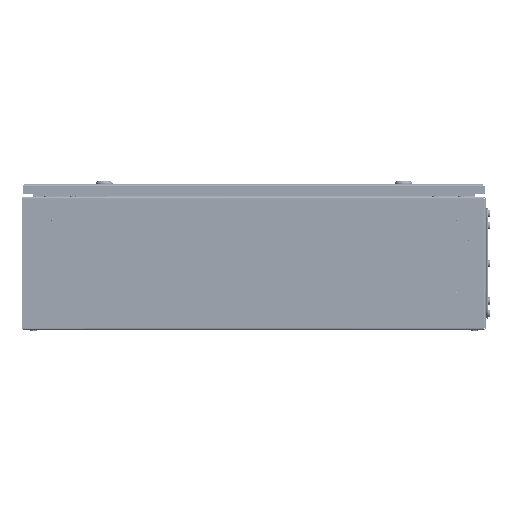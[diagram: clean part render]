
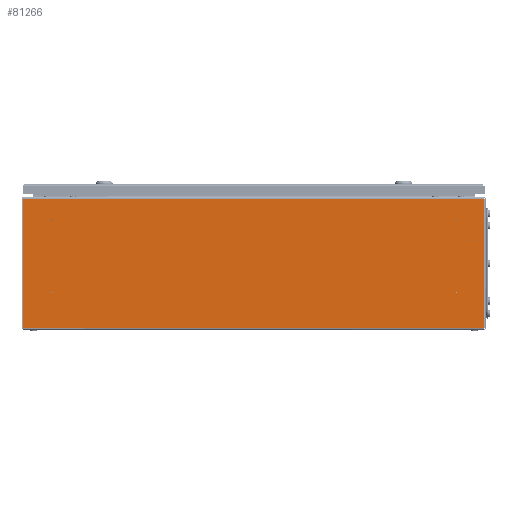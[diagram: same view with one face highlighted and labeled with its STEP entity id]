
A CAD part, left-side view. The second image highlights one B-rep face of the part: STEP entity #81266.
In plain terms, the highlighted planar face has unit normal (-1, 0, 0).
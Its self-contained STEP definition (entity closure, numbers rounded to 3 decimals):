
#695 = ORIENTED_EDGE ( 'NONE', *, *, #111582, .F. ) ;
#1704 = DIRECTION ( 'NONE',  ( -1., 0., 0. ) ) ;
#2625 = AXIS2_PLACEMENT_3D ( 'NONE', #86545, #104440, #8772 ) ;
#5097 = CARTESIAN_POINT ( 'NONE',  ( -300., -370., 155. ) ) ;
#5978 = FACE_BOUND ( 'NONE', #92472, .T. ) ;
#6003 = CARTESIAN_POINT ( 'NONE',  ( -300., -396.6, 226.6 ) ) ;
#6846 = DIRECTION ( 'NONE',  ( -1., 0., 0. ) ) ;
#7215 = VERTEX_POINT ( 'NONE', #65500 ) ;
#7701 = EDGE_LOOP ( 'NONE', ( #695, #80801 ) ) ;
#8772 = DIRECTION ( 'NONE',  ( 0., 0., -1. ) ) ;
#8870 = VECTOR ( 'NONE', #83539, 1000. ) ;
#10268 = DIRECTION ( 'NONE',  ( -1., 0., 0. ) ) ;
#10639 = DIRECTION ( 'NONE',  ( 0., 0., -1. ) ) ;
#11739 = EDGE_CURVE ( 'NONE', #20290, #92595, #67770, .T. ) ;
#13317 = CARTESIAN_POINT ( 'NONE',  ( -300., -349., 188.717 ) ) ;
#14178 = AXIS2_PLACEMENT_3D ( 'NONE', #62729, #1704, #18804 ) ;
#14563 = CARTESIAN_POINT ( 'NONE',  ( -300., 349., 64.6 ) ) ;
#15569 = EDGE_CURVE ( 'NONE', #17500, #35168, #86291, .T. ) ;
#17138 = VERTEX_POINT ( 'NONE', #6003 ) ;
#17500 = VERTEX_POINT ( 'NONE', #73770 ) ;
#18804 = DIRECTION ( 'NONE',  ( 0., 0., -1. ) ) ;
#19241 = CARTESIAN_POINT ( 'NONE',  ( -300., -369.117, 155. ) ) ;
#20290 = VERTEX_POINT ( 'NONE', #42613 ) ;
#20310 = DIRECTION ( 'NONE',  ( -1., 0., 0. ) ) ;
#21026 = VERTEX_POINT ( 'NONE', #109241 ) ;
#22229 = EDGE_LOOP ( 'NONE', ( #70886, #36671, #50929, #29656 ) ) ;
#22266 = AXIS2_PLACEMENT_3D ( 'NONE', #41373, #6846, #52668 ) ;
#24481 = CARTESIAN_POINT ( 'NONE',  ( -300., 349., 188.717 ) ) ;
#26926 = EDGE_LOOP ( 'NONE', ( #44359, #47493 ) ) ;
#27267 = DIRECTION ( 'NONE',  ( 0., 1., 0. ) ) ;
#27776 = DIRECTION ( 'NONE',  ( 0., 0., -1. ) ) ;
#27900 = EDGE_CURVE ( 'NONE', #31418, #108045, #96762, .T. ) ;
#28083 = CIRCLE ( 'NONE', #45542, 0.883 ) ;
#29052 = FACE_BOUND ( 'NONE', #66487, .T. ) ;
#29656 = ORIENTED_EDGE ( 'NONE', *, *, #11739, .F. ) ;
#30788 = CARTESIAN_POINT ( 'NONE',  ( -300., -349., 63.717 ) ) ;
#30943 = DIRECTION ( 'NONE',  ( 1., 0., 0. ) ) ;
#31418 = VERTEX_POINT ( 'NONE', #103176 ) ;
#31621 = CARTESIAN_POINT ( 'NONE',  ( -300., -396.6, 244.992 ) ) ;
#34767 = VECTOR ( 'NONE', #27267, 1000. ) ;
#35168 = VERTEX_POINT ( 'NONE', #24481 ) ;
#35643 = DIRECTION ( 'NONE',  ( 0., 0., -1. ) ) ;
#36456 = CARTESIAN_POINT ( 'NONE',  ( -300., 349., 64.6 ) ) ;
#36671 = ORIENTED_EDGE ( 'NONE', *, *, #99388, .F. ) ;
#36831 = EDGE_CURVE ( 'NONE', #46131, #20290, #38808, .T. ) ;
#38808 = LINE ( 'NONE', #70510, #34767 ) ;
#39111 = VERTEX_POINT ( 'NONE', #30788 ) ;
#39698 = DIRECTION ( 'NONE',  ( 0., 0., -1. ) ) ;
#41373 = CARTESIAN_POINT ( 'NONE',  ( -300., -349., 64.6 ) ) ;
#41410 = CIRCLE ( 'NONE', #14178, 0.883 ) ;
#42613 = CARTESIAN_POINT ( 'NONE',  ( -300., 398.246, 3.4 ) ) ;
#43927 = DIRECTION ( 'NONE',  ( 0., 0., -1. ) ) ;
#44359 = ORIENTED_EDGE ( 'NONE', *, *, #64686, .F. ) ;
#45542 = AXIS2_PLACEMENT_3D ( 'NONE', #79336, #70646, #27776 ) ;
#46131 = VERTEX_POINT ( 'NONE', #58024 ) ;
#47493 = ORIENTED_EDGE ( 'NONE', *, *, #59730, .F. ) ;
#49273 = LINE ( 'NONE', #101727, #73640 ) ;
#50929 = ORIENTED_EDGE ( 'NONE', *, *, #101878, .T. ) ;
#51985 = VERTEX_POINT ( 'NONE', #13317 ) ;
#52262 = DIRECTION ( 'NONE',  ( -1., 0., 0. ) ) ;
#52668 = DIRECTION ( 'NONE',  ( 0., 0., -1. ) ) ;
#52677 = CARTESIAN_POINT ( 'NONE',  ( -300., 349., 63.717 ) ) ;
#54610 = CARTESIAN_POINT ( 'NONE',  ( -300., 398.246, 226.6 ) ) ;
#55532 = DIRECTION ( 'NONE',  ( 0., 0., -1. ) ) ;
#56849 = VECTOR ( 'NONE', #97562, 1000. ) ;
#58024 = CARTESIAN_POINT ( 'NONE',  ( -300., -396.6, 3.4 ) ) ;
#58562 = EDGE_CURVE ( 'NONE', #7215, #72923, #82330, .T. ) ;
#58830 = CIRCLE ( 'NONE', #22266, 0.883 ) ;
#59720 = CIRCLE ( 'NONE', #87682, 0.883 ) ;
#59730 = EDGE_CURVE ( 'NONE', #51985, #90210, #41410, .T. ) ;
#62019 = EDGE_CURVE ( 'NONE', #35168, #17500, #28083, .T. ) ;
#62729 = CARTESIAN_POINT ( 'NONE',  ( -300., -349., 189.6 ) ) ;
#64686 = EDGE_CURVE ( 'NONE', #90210, #51985, #88809, .T. ) ;
#65500 = CARTESIAN_POINT ( 'NONE',  ( -300., -370.883, 155. ) ) ;
#65535 = EDGE_CURVE ( 'NONE', #39111, #21026, #81960, .T. ) ;
#66352 = DIRECTION ( 'NONE',  ( 0., 1., 0. ) ) ;
#66487 = EDGE_LOOP ( 'NONE', ( #107644, #75895 ) ) ;
#66546 = AXIS2_PLACEMENT_3D ( 'NONE', #109523, #30943, #39698 ) ;
#67213 = LINE ( 'NONE', #31621, #8870 ) ;
#67639 = DIRECTION ( 'NONE',  ( -1., 0., 0. ) ) ;
#67770 = LINE ( 'NONE', #54610, #56849 ) ;
#68245 = ORIENTED_EDGE ( 'NONE', *, *, #62019, .F. ) ;
#70510 = CARTESIAN_POINT ( 'NONE',  ( -300., -400., 3.4 ) ) ;
#70646 = DIRECTION ( 'NONE',  ( -1., 0., 0. ) ) ;
#70886 = ORIENTED_EDGE ( 'NONE', *, *, #36831, .F. ) ;
#72923 = VERTEX_POINT ( 'NONE', #19241 ) ;
#73640 = VECTOR ( 'NONE', #66352, 1000. ) ;
#73770 = CARTESIAN_POINT ( 'NONE',  ( -300., 349., 190.483 ) ) ;
#75895 = ORIENTED_EDGE ( 'NONE', *, *, #65535, .F. ) ;
#77741 = ORIENTED_EDGE ( 'NONE', *, *, #15569, .F. ) ;
#77878 = FACE_BOUND ( 'NONE', #112433, .T. ) ;
#79205 = DIRECTION ( 'NONE',  ( -1., 0., 0. ) ) ;
#79336 = CARTESIAN_POINT ( 'NONE',  ( -300., 349., 189.6 ) ) ;
#80248 = AXIS2_PLACEMENT_3D ( 'NONE', #88334, #79205, #35643 ) ;
#80801 = ORIENTED_EDGE ( 'NONE', *, *, #58562, .F. ) ;
#81266 = ADVANCED_FACE ( 'NONE', ( #99769, #29052, #94270, #77878, #5978, #98329 ), #109142, .F. ) ;
#81298 = DIRECTION ( 'NONE',  ( 0., 0., -1. ) ) ;
#81960 = CIRCLE ( 'NONE', #2625, 0.883 ) ;
#82330 = CIRCLE ( 'NONE', #80248, 0.883 ) ;
#83539 = DIRECTION ( 'NONE',  ( 0., 0., -1. ) ) ;
#83910 = EDGE_CURVE ( 'NONE', #108045, #31418, #104995, .T. ) ;
#86291 = CIRCLE ( 'NONE', #86556, 0.883 ) ;
#86545 = CARTESIAN_POINT ( 'NONE',  ( -300., -349., 64.6 ) ) ;
#86556 = AXIS2_PLACEMENT_3D ( 'NONE', #98074, #20310, #81298 ) ;
#87682 = AXIS2_PLACEMENT_3D ( 'NONE', #5097, #90465, #55532 ) ;
#87928 = CARTESIAN_POINT ( 'NONE',  ( -300., -349., 189.6 ) ) ;
#88334 = CARTESIAN_POINT ( 'NONE',  ( -300., -370., 155. ) ) ;
#88809 = CIRCLE ( 'NONE', #92685, 0.883 ) ;
#90210 = VERTEX_POINT ( 'NONE', #112286 ) ;
#90465 = DIRECTION ( 'NONE',  ( -1., 0., 0. ) ) ;
#92472 = EDGE_LOOP ( 'NONE', ( #77741, #68245 ) ) ;
#92595 = VERTEX_POINT ( 'NONE', #101890 ) ;
#92685 = AXIS2_PLACEMENT_3D ( 'NONE', #87928, #52262, #43927 ) ;
#92702 = ORIENTED_EDGE ( 'NONE', *, *, #27900, .F. ) ;
#94270 = FACE_BOUND ( 'NONE', #26926, .T. ) ;
#94713 = EDGE_CURVE ( 'NONE', #21026, #39111, #58830, .T. ) ;
#96491 = AXIS2_PLACEMENT_3D ( 'NONE', #36456, #10268, #10639 ) ;
#96762 = CIRCLE ( 'NONE', #106418, 0.883 ) ;
#97562 = DIRECTION ( 'NONE',  ( 0., 0., 1. ) ) ;
#98074 = CARTESIAN_POINT ( 'NONE',  ( -300., 349., 189.6 ) ) ;
#98329 = FACE_OUTER_BOUND ( 'NONE', #22229, .T. ) ;
#99388 = EDGE_CURVE ( 'NONE', #17138, #46131, #67213, .T. ) ;
#99769 = FACE_BOUND ( 'NONE', #7701, .T. ) ;
#101727 = CARTESIAN_POINT ( 'NONE',  ( -300., -400., 226.6 ) ) ;
#101878 = EDGE_CURVE ( 'NONE', #17138, #92595, #49273, .T. ) ;
#101890 = CARTESIAN_POINT ( 'NONE',  ( -300., 398.246, 226.6 ) ) ;
#102616 = DIRECTION ( 'NONE',  ( 0., 0., -1. ) ) ;
#103176 = CARTESIAN_POINT ( 'NONE',  ( -300., 349., 65.483 ) ) ;
#104440 = DIRECTION ( 'NONE',  ( -1., 0., 0. ) ) ;
#104995 = CIRCLE ( 'NONE', #96491, 0.883 ) ;
#106418 = AXIS2_PLACEMENT_3D ( 'NONE', #14563, #67639, #102616 ) ;
#107644 = ORIENTED_EDGE ( 'NONE', *, *, #94713, .F. ) ;
#108045 = VERTEX_POINT ( 'NONE', #52677 ) ;
#108046 = ORIENTED_EDGE ( 'NONE', *, *, #83910, .F. ) ;
#109142 = PLANE ( 'NONE',  #66546 ) ;
#109241 = CARTESIAN_POINT ( 'NONE',  ( -300., -349., 65.483 ) ) ;
#109523 = CARTESIAN_POINT ( 'NONE',  ( -300., -400., 226.6 ) ) ;
#111582 = EDGE_CURVE ( 'NONE', #72923, #7215, #59720, .T. ) ;
#112286 = CARTESIAN_POINT ( 'NONE',  ( -300., -349., 190.483 ) ) ;
#112433 = EDGE_LOOP ( 'NONE', ( #92702, #108046 ) ) ;
